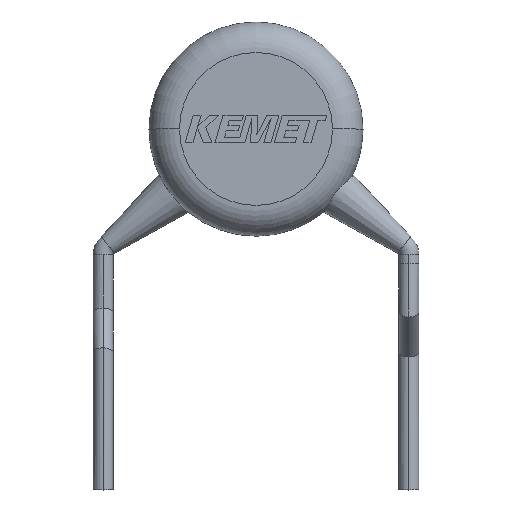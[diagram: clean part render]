
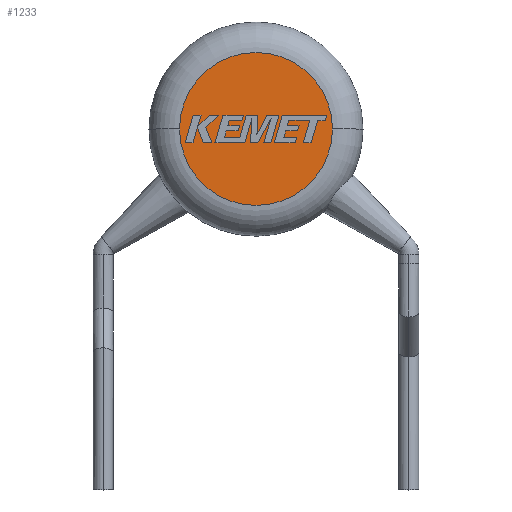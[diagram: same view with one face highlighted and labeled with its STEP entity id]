
A CAD part, top view. The second image highlights one B-rep face of the part: STEP entity #1233.
In plain terms, the highlighted planar face has unit normal (0, 0, 1).
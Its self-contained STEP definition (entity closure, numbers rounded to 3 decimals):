
#4 = DIRECTION ( 'NONE',  ( 1., 0., 0. ) ) ;
#330 = AXIS2_PLACEMENT_3D ( 'NONE', #739, #3381, #2676 ) ;
#371 = AXIS2_PLACEMENT_3D ( 'NONE', #3281, #1303, #4 ) ;
#374 = CARTESIAN_POINT ( 'NONE',  ( -2.5, 0., 5.5 ) ) ;
#594 = CIRCLE ( 'NONE', #371, 2.5 ) ;
#739 = CARTESIAN_POINT ( 'NONE',  ( 0., 0., 5.5 ) ) ;
#1025 = CARTESIAN_POINT ( 'NONE',  ( 0., 0., 5.5 ) ) ;
#1233 = ADVANCED_FACE ( 'NONE', ( #2560 ), #3651, .T. ) ;
#1303 = DIRECTION ( 'NONE',  ( 0., 0., 1. ) ) ;
#1335 = AXIS2_PLACEMENT_3D ( 'NONE', #1025, #3997, #3048 ) ;
#1371 = EDGE_CURVE ( 'NONE', #3209, #2858, #2405, .T. ) ;
#1575 = EDGE_CURVE ( 'NONE', #2858, #3209, #594, .T. ) ;
#2112 = EDGE_LOOP ( 'NONE', ( #4043, #2211 ) ) ;
#2211 = ORIENTED_EDGE ( 'NONE', *, *, #1575, .T. ) ;
#2405 = CIRCLE ( 'NONE', #1335, 2.5 ) ;
#2560 = FACE_OUTER_BOUND ( 'NONE', #2112, .T. ) ;
#2676 = DIRECTION ( 'NONE',  ( 1., 0., 0. ) ) ;
#2858 = VERTEX_POINT ( 'NONE', #374 ) ;
#3048 = DIRECTION ( 'NONE',  ( 1., 0., 0. ) ) ;
#3209 = VERTEX_POINT ( 'NONE', #4123 ) ;
#3281 = CARTESIAN_POINT ( 'NONE',  ( 0., 0., 5.5 ) ) ;
#3381 = DIRECTION ( 'NONE',  ( 0., 0., 1. ) ) ;
#3651 = PLANE ( 'NONE',  #330 ) ;
#3997 = DIRECTION ( 'NONE',  ( 0., 0., 1. ) ) ;
#4043 = ORIENTED_EDGE ( 'NONE', *, *, #1371, .T. ) ;
#4123 = CARTESIAN_POINT ( 'NONE',  ( 2.5, 0., 5.5 ) ) ;
